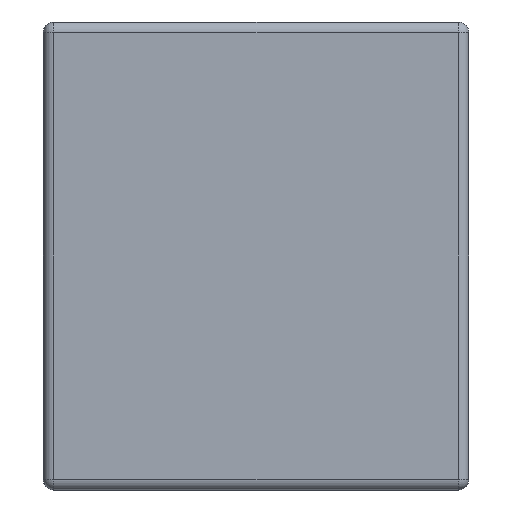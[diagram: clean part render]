
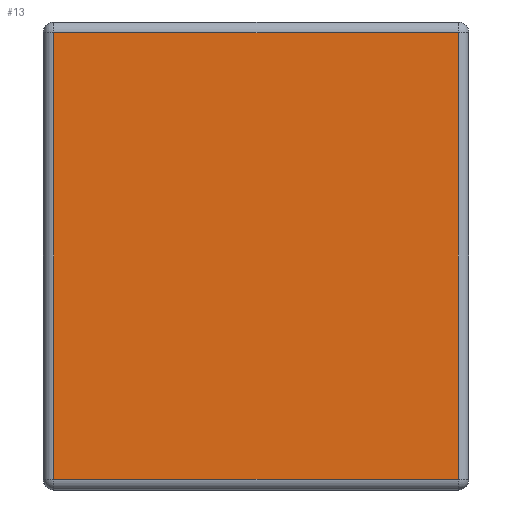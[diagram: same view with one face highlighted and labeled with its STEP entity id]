
A CAD part, left-side view. The second image highlights one B-rep face of the part: STEP entity #13.
In plain terms, the highlighted planar face has unit normal (-1, 0, 0).
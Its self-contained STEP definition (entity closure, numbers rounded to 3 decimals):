
#13 = ADVANCED_FACE ( 'NONE', ( #421 ), #442, .F. ) ;
#16 = ORIENTED_EDGE ( 'NONE', *, *, #668, .T. ) ;
#51 = CARTESIAN_POINT ( 'NONE',  ( -0.2, 0.095, 0.215 ) ) ;
#85 = EDGE_CURVE ( 'NONE', #1656, #473, #1936, .T. ) ;
#151 = LINE ( 'NONE', #633, #415 ) ;
#162 = LINE ( 'NONE', #1494, #840 ) ;
#223 = CARTESIAN_POINT ( 'NONE',  ( -0.2, -0.095, 0.22 ) ) ;
#264 = CARTESIAN_POINT ( 'NONE',  ( -0.2, -0.1, 0.22 ) ) ;
#266 = EDGE_CURVE ( 'NONE', #779, #1656, #151, .T. ) ;
#289 = CARTESIAN_POINT ( 'NONE',  ( -0.2, -0.095, 0.215 ) ) ;
#323 = CARTESIAN_POINT ( 'NONE',  ( -0.2, 0.095, 0.005 ) ) ;
#415 = VECTOR ( 'NONE', #1185, 1000. ) ;
#421 = FACE_OUTER_BOUND ( 'NONE', #1518, .T. ) ;
#442 = PLANE ( 'NONE',  #1853 ) ;
#473 = VERTEX_POINT ( 'NONE', #323 ) ;
#633 = CARTESIAN_POINT ( 'NONE',  ( -0.2, -0.1, 0.215 ) ) ;
#654 = CARTESIAN_POINT ( 'NONE',  ( -0.2, -0.095, 0.005 ) ) ;
#668 = EDGE_CURVE ( 'NONE', #1199, #779, #1884, .T. ) ;
#672 = ORIENTED_EDGE ( 'NONE', *, *, #1467, .T. ) ;
#779 = VERTEX_POINT ( 'NONE', #289 ) ;
#840 = VECTOR ( 'NONE', #1940, 1000. ) ;
#870 = DIRECTION ( 'NONE',  ( 1., 0., 0. ) ) ;
#1025 = VECTOR ( 'NONE', #1562, 1000. ) ;
#1053 = DIRECTION ( 'NONE',  ( 0., 0., -1. ) ) ;
#1181 = DIRECTION ( 'NONE',  ( 0., 0., -1. ) ) ;
#1185 = DIRECTION ( 'NONE',  ( 0., 1., 0. ) ) ;
#1199 = VERTEX_POINT ( 'NONE', #654 ) ;
#1369 = ORIENTED_EDGE ( 'NONE', *, *, #85, .T. ) ;
#1467 = EDGE_CURVE ( 'NONE', #473, #1199, #162, .T. ) ;
#1474 = VECTOR ( 'NONE', #1053, 1000. ) ;
#1479 = CARTESIAN_POINT ( 'NONE',  ( -0.2, 0.095, 0.22 ) ) ;
#1494 = CARTESIAN_POINT ( 'NONE',  ( -0.2, -0.1, 0.005 ) ) ;
#1518 = EDGE_LOOP ( 'NONE', ( #1369, #672, #16, #1557 ) ) ;
#1557 = ORIENTED_EDGE ( 'NONE', *, *, #266, .T. ) ;
#1562 = DIRECTION ( 'NONE',  ( 0., 0., 1. ) ) ;
#1656 = VERTEX_POINT ( 'NONE', #51 ) ;
#1853 = AXIS2_PLACEMENT_3D ( 'NONE', #264, #870, #1181 ) ;
#1884 = LINE ( 'NONE', #223, #1025 ) ;
#1936 = LINE ( 'NONE', #1479, #1474 ) ;
#1940 = DIRECTION ( 'NONE',  ( 0., -1., 0. ) ) ;
